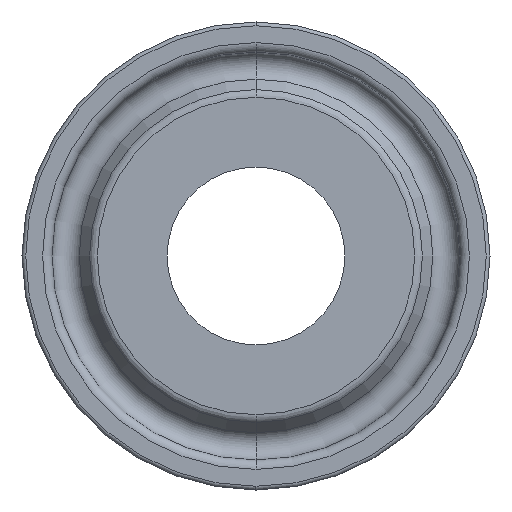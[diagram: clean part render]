
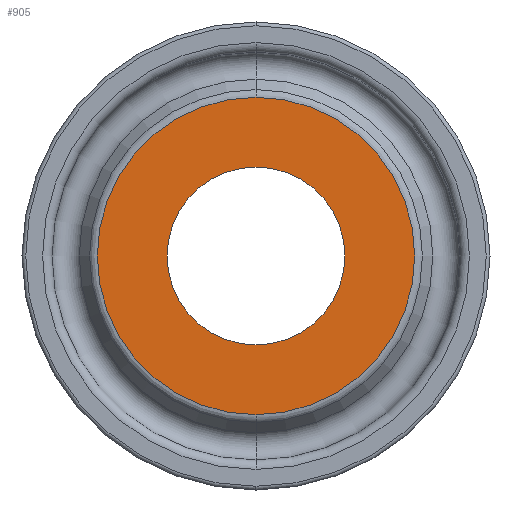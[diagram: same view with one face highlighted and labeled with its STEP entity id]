
A CAD part, left-side view. The second image highlights one B-rep face of the part: STEP entity #905.
In plain terms, the highlighted planar face has unit normal (-1, 0, 0).
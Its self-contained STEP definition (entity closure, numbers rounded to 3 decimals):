
#5 = CIRCLE ( 'NONE', #469, 8.478 ) ;
#17 = CARTESIAN_POINT ( 'NONE',  ( 0.8, 0., -8.478 ) ) ;
#40 = CARTESIAN_POINT ( 'NONE',  ( 0.8, 0., 4.75 ) ) ;
#48 = AXIS2_PLACEMENT_3D ( 'NONE', #853, #62, #1002 ) ;
#62 = DIRECTION ( 'NONE',  ( 1., 0., 0. ) ) ;
#80 = CARTESIAN_POINT ( 'NONE',  ( 0.8, 0., 0. ) ) ;
#81 = PLANE ( 'NONE',  #201 ) ;
#114 = DIRECTION ( 'NONE',  ( 0., 0., 1. ) ) ;
#156 = DIRECTION ( 'NONE',  ( -1., 0., 0. ) ) ;
#165 = CIRCLE ( 'NONE', #594, 8.478 ) ;
#201 = AXIS2_PLACEMENT_3D ( 'NONE', #494, #156, #710 ) ;
#228 = EDGE_CURVE ( 'NONE', #967, #483, #165, .T. ) ;
#237 = VERTEX_POINT ( 'NONE', #40 ) ;
#292 = ORIENTED_EDGE ( 'NONE', *, *, #228, .T. ) ;
#295 = DIRECTION ( 'NONE',  ( 0., 0., 1. ) ) ;
#354 = DIRECTION ( 'NONE',  ( 0., 0., 1. ) ) ;
#438 = EDGE_CURVE ( 'NONE', #933, #237, #501, .T. ) ;
#442 = DIRECTION ( 'NONE',  ( 1., 0., 0. ) ) ;
#453 = ORIENTED_EDGE ( 'NONE', *, *, #707, .T. ) ;
#469 = AXIS2_PLACEMENT_3D ( 'NONE', #80, #771, #295 ) ;
#483 = VERTEX_POINT ( 'NONE', #907 ) ;
#489 = CARTESIAN_POINT ( 'NONE',  ( 0.8, 0., -4.75 ) ) ;
#494 = CARTESIAN_POINT ( 'NONE',  ( 0.8, 0., 0. ) ) ;
#501 = CIRCLE ( 'NONE', #928, 4.75 ) ;
#559 = FACE_BOUND ( 'NONE', #717, .T. ) ;
#594 = AXIS2_PLACEMENT_3D ( 'NONE', #825, #831, #114 ) ;
#629 = FACE_OUTER_BOUND ( 'NONE', #981, .T. ) ;
#652 = ORIENTED_EDGE ( 'NONE', *, *, #438, .T. ) ;
#707 = EDGE_CURVE ( 'NONE', #483, #967, #5, .T. ) ;
#710 = DIRECTION ( 'NONE',  ( 0., 0., 1. ) ) ;
#717 = EDGE_LOOP ( 'NONE', ( #736, #652 ) ) ;
#720 = EDGE_CURVE ( 'NONE', #237, #933, #761, .T. ) ;
#736 = ORIENTED_EDGE ( 'NONE', *, *, #720, .T. ) ;
#761 = CIRCLE ( 'NONE', #48, 4.75 ) ;
#771 = DIRECTION ( 'NONE',  ( -1., 0., 0. ) ) ;
#825 = CARTESIAN_POINT ( 'NONE',  ( 0.8, 0., 0. ) ) ;
#831 = DIRECTION ( 'NONE',  ( -1., 0., 0. ) ) ;
#836 = CARTESIAN_POINT ( 'NONE',  ( 0.8, 0., 0. ) ) ;
#853 = CARTESIAN_POINT ( 'NONE',  ( 0.8, 0., 0. ) ) ;
#905 = ADVANCED_FACE ( 'NONE', ( #629, #559 ), #81, .T. ) ;
#907 = CARTESIAN_POINT ( 'NONE',  ( 0.8, 0., 8.478 ) ) ;
#928 = AXIS2_PLACEMENT_3D ( 'NONE', #836, #442, #354 ) ;
#933 = VERTEX_POINT ( 'NONE', #489 ) ;
#967 = VERTEX_POINT ( 'NONE', #17 ) ;
#981 = EDGE_LOOP ( 'NONE', ( #453, #292 ) ) ;
#1002 = DIRECTION ( 'NONE',  ( 0., 0., 1. ) ) ;
